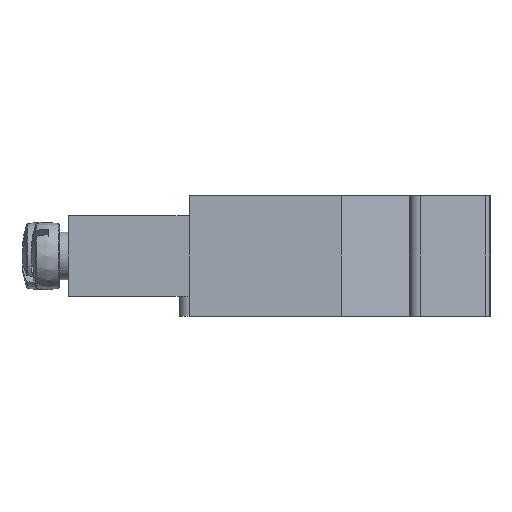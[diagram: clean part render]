
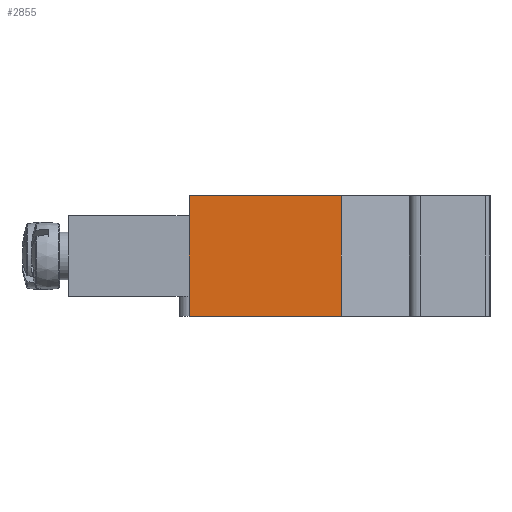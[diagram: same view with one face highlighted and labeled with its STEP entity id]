
A CAD part, left-side view. The second image highlights one B-rep face of the part: STEP entity #2855.
In plain terms, the highlighted face is planar.
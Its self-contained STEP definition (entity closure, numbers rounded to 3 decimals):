
#147=LINE('',#4794,#339);
#219=LINE('',#5017,#411);
#241=LINE('',#5067,#433);
#242=LINE('',#5069,#434);
#243=LINE('',#5070,#435);
#339=VECTOR('',#3620,15.149);
#411=VECTOR('',#3822,15.149);
#433=VECTOR('',#3872,12.);
#434=VECTOR('',#3873,10.);
#435=VECTOR('',#3874,2.);
#512=PLANE('',#3149);
#905=FACE_OUTER_BOUND('',#1140,.T.);
#1140=EDGE_LOOP('',(#2386,#2387,#2388,#2389,#2390));
#1358=VERTEX_POINT('',#4791);
#1359=VERTEX_POINT('',#4793);
#1421=VERTEX_POINT('',#4967);
#1445=VERTEX_POINT('',#5015);
#1460=VERTEX_POINT('',#5068);
#1653=EDGE_CURVE('',#1359,#1358,#147,.T.);
#1763=EDGE_CURVE('',#1445,#1421,#219,.T.);
#1791=EDGE_CURVE('',#1445,#1359,#241,.T.);
#1792=EDGE_CURVE('',#1358,#1460,#242,.T.);
#1793=EDGE_CURVE('',#1460,#1421,#243,.T.);
#2386=ORIENTED_EDGE('',*,*,#1791,.T.);
#2387=ORIENTED_EDGE('',*,*,#1653,.T.);
#2388=ORIENTED_EDGE('',*,*,#1792,.T.);
#2389=ORIENTED_EDGE('',*,*,#1793,.T.);
#2390=ORIENTED_EDGE('',*,*,#1763,.F.);
#2855=ADVANCED_FACE('',(#905),#512,.T.);
#3149=AXIS2_PLACEMENT_3D('',#5066,#3870,#3871);
#3620=DIRECTION('',(0.,1.,0.));
#3822=DIRECTION('',(0.,1.,0.));
#3870=DIRECTION('center_axis',(1.,0.,0.));
#3871=DIRECTION('ref_axis',(0.,1.,0.));
#3872=DIRECTION('',(0.,0.,-1.));
#3873=DIRECTION('',(0.,0.,1.));
#3874=DIRECTION('',(0.,0.,1.));
#4791=CARTESIAN_POINT('',(44.,0.,-12.));
#4793=CARTESIAN_POINT('',(44.,-15.149,-12.));
#4794=CARTESIAN_POINT('',(44.,0.,-12.));
#4967=CARTESIAN_POINT('',(44.,0.,0.));
#5015=CARTESIAN_POINT('',(44.,-15.149,0.));
#5017=CARTESIAN_POINT('',(44.,-22.964,0.));
#5066=CARTESIAN_POINT('Origin',(44.,0.,-12.));
#5067=CARTESIAN_POINT('',(44.,-15.149,-12.));
#5068=CARTESIAN_POINT('',(44.,0.,-2.));
#5069=CARTESIAN_POINT('',(44.,0.,-12.));
#5070=CARTESIAN_POINT('',(44.,0.,-12.));
